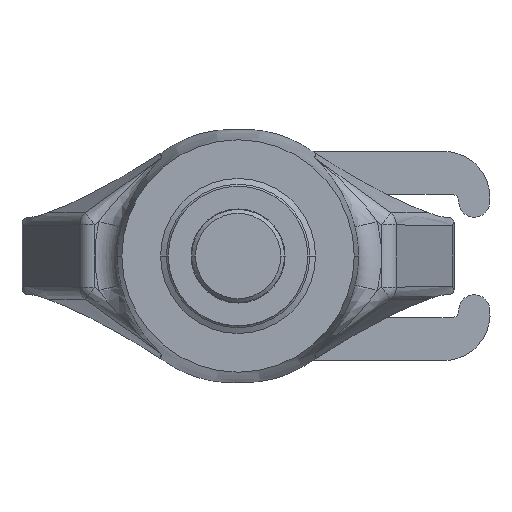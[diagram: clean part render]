
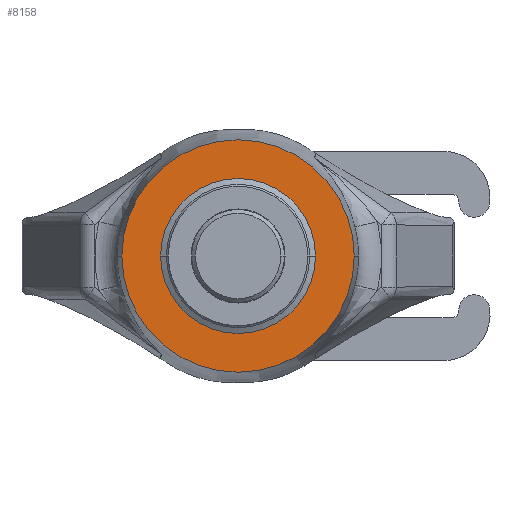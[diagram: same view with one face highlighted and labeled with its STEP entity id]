
A CAD part, front view. The second image highlights one B-rep face of the part: STEP entity #8158.
In plain terms, the highlighted planar face has unit normal (0, -1, 0).
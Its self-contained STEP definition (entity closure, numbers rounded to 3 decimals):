
#2=CARTESIAN_POINT('',(0.,-27.,0.));
#3=DIRECTION('',(0.,-1.,0.));
#4=DIRECTION('',(-1.,0.,0.));
#5=AXIS2_PLACEMENT_3D('',#2,#3,#4);
#7=CARTESIAN_POINT('',(0.,-27.,0.));
#8=DIRECTION('',(0.,-1.,0.));
#9=DIRECTION('',(1.,0.,0.));
#10=AXIS2_PLACEMENT_3D('',#7,#8,#9);
#40=CARTESIAN_POINT('',(0.,-27.,0.));
#41=DIRECTION('',(0.,-1.,0.));
#42=DIRECTION('',(1.,0.,0.));
#43=AXIS2_PLACEMENT_3D('',#40,#41,#42);
#180=CARTESIAN_POINT('',(0.,-27.,0.));
#181=DIRECTION('',(0.,1.,0.));
#182=DIRECTION('',(1.,0.,0.));
#183=AXIS2_PLACEMENT_3D('',#180,#181,#182);
#6437=CARTESIAN_POINT('',(15.,-27.,0.));
#6438=CARTESIAN_POINT('',(-15.,-27.,0.));
#6439=VERTEX_POINT('',#6437);
#6440=VERTEX_POINT('',#6438);
#6463=CARTESIAN_POINT('',(-10.,-27.,0.));
#6464=CARTESIAN_POINT('',(10.,-27.,0.));
#6465=VERTEX_POINT('',#6463);
#6466=VERTEX_POINT('',#6464);
#8141=CARTESIAN_POINT('',(0.,-27.,0.));
#8142=DIRECTION('',(0.,-1.,0.));
#8143=DIRECTION('',(-1.,0.,0.));
#8144=AXIS2_PLACEMENT_3D('',#8141,#8142,#8143);
#8145=PLANE('',#8144);
#8147=ORIENTED_EDGE('',*,*,#8146,.F.);
#8149=ORIENTED_EDGE('',*,*,#8148,.T.);
#8150=EDGE_LOOP('',(#8147,#8149));
#8151=FACE_OUTER_BOUND('',#8150,.F.);
#8153=ORIENTED_EDGE('',*,*,#8152,.T.);
#8155=ORIENTED_EDGE('',*,*,#8154,.T.);
#8156=EDGE_LOOP('',(#8153,#8155));
#8157=FACE_BOUND('',#8156,.F.);
#8158=ADVANCED_FACE('',(#8151,#8157),#8145,.T.);
#6=CIRCLE('',#5,10.);
#11=CIRCLE('',#10,10.);
#44=CIRCLE('',#43,15.);
#184=CIRCLE('',#183,15.);
#8146=EDGE_CURVE('',#6439,#6440,#44,.T.);
#8148=EDGE_CURVE('',#6439,#6440,#184,.T.);
#8152=EDGE_CURVE('',#6465,#6466,#6,.T.);
#8154=EDGE_CURVE('',#6466,#6465,#11,.T.);
